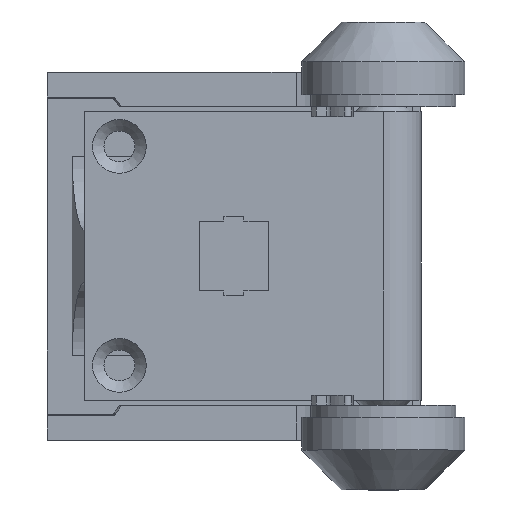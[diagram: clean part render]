
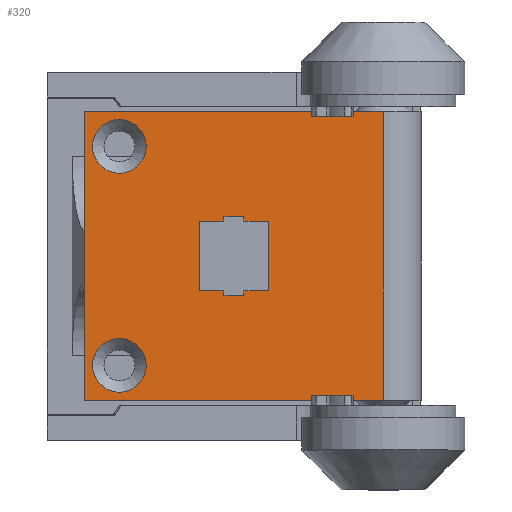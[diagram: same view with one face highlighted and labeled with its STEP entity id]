
A CAD part, top view. The second image highlights one B-rep face of the part: STEP entity #320.
In plain terms, the highlighted planar face has unit normal (0, 0, 1).
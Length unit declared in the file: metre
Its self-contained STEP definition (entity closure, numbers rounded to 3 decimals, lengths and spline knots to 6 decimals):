
#320 = ADVANCED_FACE( '', ( #858, #859, #860, #861 ), #862, .T. );
#858 = FACE_BOUND( '', #1693, .T. );
#859 = FACE_BOUND( '', #1694, .T. );
#860 = FACE_OUTER_BOUND( '', #1695, .T. );
#861 = FACE_BOUND( '', #1696, .T. );
#862 = PLANE( '', #1697 );
#1693 = EDGE_LOOP( '', ( #2690 ) );
#1694 = EDGE_LOOP( '', ( #2691 ) );
#1695 = EDGE_LOOP( '', ( #2692, #2693, #2694, #2695 ) );
#1696 = EDGE_LOOP( '', ( #2696, #2697, #2698, #2699, #2700, #2701, #2702, #2703, #2704, #2705, #2706, #2707 ) );
#1697 = AXIS2_PLACEMENT_3D( '', #2708, #2709, #2710 );
#2690 = ORIENTED_EDGE( '', *, *, #4780, .T. );
#2691 = ORIENTED_EDGE( '', *, *, #4781, .T. );
#2692 = ORIENTED_EDGE( '', *, *, #4782, .F. );
#2693 = ORIENTED_EDGE( '', *, *, #4783, .F. );
#2694 = ORIENTED_EDGE( '', *, *, #4784, .T. );
#2695 = ORIENTED_EDGE( '', *, *, #4785, .T. );
#2696 = ORIENTED_EDGE( '', *, *, #4786, .F. );
#2697 = ORIENTED_EDGE( '', *, *, #4787, .T. );
#2698 = ORIENTED_EDGE( '', *, *, #4788, .T. );
#2699 = ORIENTED_EDGE( '', *, *, #4789, .T. );
#2700 = ORIENTED_EDGE( '', *, *, #4790, .F. );
#2701 = ORIENTED_EDGE( '', *, *, #4791, .T. );
#2702 = ORIENTED_EDGE( '', *, *, #4792, .T. );
#2703 = ORIENTED_EDGE( '', *, *, #4793, .F. );
#2704 = ORIENTED_EDGE( '', *, *, #4794, .T. );
#2705 = ORIENTED_EDGE( '', *, *, #4795, .F. );
#2706 = ORIENTED_EDGE( '', *, *, #4796, .F. );
#2707 = ORIENTED_EDGE( '', *, *, #4797, .F. );
#2708 = CARTESIAN_POINT( '', ( -0.03, 0.059, 0.0076 ) );
#2709 = DIRECTION( '', ( 0., 0., 1. ) );
#2710 = DIRECTION( '', ( 1., 0., 0. ) );
#4780 = EDGE_CURVE( '', #5626, #5626, #5627, .F. );
#4781 = EDGE_CURVE( '', #5628, #5628, #5629, .F. );
#4782 = EDGE_CURVE( '', #5630, #5631, #5632, .T. );
#4783 = EDGE_CURVE( '', #5633, #5630, #5634, .T. );
#4784 = EDGE_CURVE( '', #5633, #5635, #5636, .T. );
#4785 = EDGE_CURVE( '', #5635, #5631, #5637, .T. );
#4786 = EDGE_CURVE( '', #5638, #5639, #5640, .T. );
#4787 = EDGE_CURVE( '', #5638, #5641, #5642, .T. );
#4788 = EDGE_CURVE( '', #5641, #5643, #5644, .T. );
#4789 = EDGE_CURVE( '', #5643, #5645, #5646, .T. );
#4790 = EDGE_CURVE( '', #5647, #5645, #5648, .T. );
#4791 = EDGE_CURVE( '', #5647, #5649, #5650, .T. );
#4792 = EDGE_CURVE( '', #5649, #5651, #5652, .T. );
#4793 = EDGE_CURVE( '', #5653, #5651, #5654, .T. );
#4794 = EDGE_CURVE( '', #5653, #5655, #5656, .T. );
#4795 = EDGE_CURVE( '', #5657, #5655, #5658, .T. );
#4796 = EDGE_CURVE( '', #5659, #5657, #5660, .T. );
#4797 = EDGE_CURVE( '', #5639, #5659, #5661, .T. );
#5626 = VERTEX_POINT( '', #6866 );
#5627 = CIRCLE( '', #6867, 0.0054 );
#5628 = VERTEX_POINT( '', #6868 );
#5629 = CIRCLE( '', #6869, 0.0054 );
#5630 = VERTEX_POINT( '', #6870 );
#5631 = VERTEX_POINT( '', #6871 );
#5632 = LINE( '', #6872, #6873 );
#5633 = VERTEX_POINT( '', #6874 );
#5634 = LINE( '', #6875, #6876 );
#5635 = VERTEX_POINT( '', #6877 );
#5636 = LINE( '', #6878, #6879 );
#5637 = LINE( '', #6880, #6881 );
#5638 = VERTEX_POINT( '', #6882 );
#5639 = VERTEX_POINT( '', #6883 );
#5640 = LINE( '', #6884, #6885 );
#5641 = VERTEX_POINT( '', #6886 );
#5642 = LINE( '', #6887, #6888 );
#5643 = VERTEX_POINT( '', #6889 );
#5644 = LINE( '', #6890, #6891 );
#5645 = VERTEX_POINT( '', #6892 );
#5646 = LINE( '', #6893, #6894 );
#5647 = VERTEX_POINT( '', #6895 );
#5648 = LINE( '', #6896, #6897 );
#5649 = VERTEX_POINT( '', #6898 );
#5650 = LINE( '', #6899, #6900 );
#5651 = VERTEX_POINT( '', #6901 );
#5652 = LINE( '', #6902, #6903 );
#5653 = VERTEX_POINT( '', #6904 );
#5654 = LINE( '', #6905, #6906 );
#5655 = VERTEX_POINT( '', #6907 );
#5656 = LINE( '', #6908, #6909 );
#5657 = VERTEX_POINT( '', #6910 );
#5658 = LINE( '', #6911, #6912 );
#5659 = VERTEX_POINT( '', #6913 );
#5660 = LINE( '', #6914, #6915 );
#5661 = LINE( '', #6916, #6917 );
#6866 = CARTESIAN_POINT( '', ( -0.0476, 0.008, 0.0076 ) );
#6867 = AXIS2_PLACEMENT_3D( '', #8582, #8583, #8584 );
#6868 = CARTESIAN_POINT( '', ( -0.0476, 0.052, 0.0076 ) );
#6869 = AXIS2_PLACEMENT_3D( '', #8585, #8586, #8587 );
#6870 = CARTESIAN_POINT( '', ( 0., 0.001, 0.0076 ) );
#6871 = CARTESIAN_POINT( '', ( -0.06, 0.001, 0.0076 ) );
#6872 = CARTESIAN_POINT( '', ( -0.03, 0.001, 0.0076 ) );
#6873 = VECTOR( '', #8588, 1. );
#6874 = CARTESIAN_POINT( '', ( 0., 0.059, 0.0076 ) );
#6875 = CARTESIAN_POINT( '', ( 0., 0.059, 0.0076 ) );
#6876 = VECTOR( '', #8589, 1. );
#6877 = CARTESIAN_POINT( '', ( -0.06, 0.059, 0.0076 ) );
#6878 = CARTESIAN_POINT( '', ( -0.03, 0.059, 0.0076 ) );
#6879 = VECTOR( '', #8590, 1. );
#6880 = CARTESIAN_POINT( '', ( -0.06, 0.059, 0.0076 ) );
#6881 = VECTOR( '', #8591, 1. );
#6882 = CARTESIAN_POINT( '', ( -0.023, 0.023, 0.0076 ) );
#6883 = CARTESIAN_POINT( '', ( -0.023, 0.037, 0.0076 ) );
#6884 = CARTESIAN_POINT( '', ( -0.023, 0.03, 0.0076 ) );
#6885 = VECTOR( '', #8592, 1. );
#6886 = CARTESIAN_POINT( '', ( -0.028, 0.023, 0.0076 ) );
#6887 = CARTESIAN_POINT( '', ( -0.0255, 0.023, 0.0076 ) );
#6888 = VECTOR( '', #8593, 1. );
#6889 = CARTESIAN_POINT( '', ( -0.028, 0.022, 0.0076 ) );
#6890 = CARTESIAN_POINT( '', ( -0.028, 0.0225, 0.0076 ) );
#6891 = VECTOR( '', #8594, 1. );
#6892 = CARTESIAN_POINT( '', ( -0.032, 0.022, 0.0076 ) );
#6893 = CARTESIAN_POINT( '', ( -0.03, 0.022, 0.0076 ) );
#6894 = VECTOR( '', #8595, 1. );
#6895 = CARTESIAN_POINT( '', ( -0.032, 0.023, 0.0076 ) );
#6896 = CARTESIAN_POINT( '', ( -0.032, 0.0225, 0.0076 ) );
#6897 = VECTOR( '', #8596, 1. );
#6898 = CARTESIAN_POINT( '', ( -0.037, 0.023, 0.0076 ) );
#6899 = CARTESIAN_POINT( '', ( -0.0345, 0.023, 0.0076 ) );
#6900 = VECTOR( '', #8597, 1. );
#6901 = CARTESIAN_POINT( '', ( -0.037, 0.037, 0.0076 ) );
#6902 = CARTESIAN_POINT( '', ( -0.037, 0.03, 0.0076 ) );
#6903 = VECTOR( '', #8598, 1. );
#6904 = CARTESIAN_POINT( '', ( -0.032, 0.037, 0.0076 ) );
#6905 = CARTESIAN_POINT( '', ( -0.0345, 0.037, 0.0076 ) );
#6906 = VECTOR( '', #8599, 1. );
#6907 = CARTESIAN_POINT( '', ( -0.032, 0.038, 0.0076 ) );
#6908 = CARTESIAN_POINT( '', ( -0.032, 0.0375, 0.0076 ) );
#6909 = VECTOR( '', #8600, 1. );
#6910 = CARTESIAN_POINT( '', ( -0.028, 0.038, 0.0076 ) );
#6911 = CARTESIAN_POINT( '', ( -0.03, 0.038, 0.0076 ) );
#6912 = VECTOR( '', #8601, 1. );
#6913 = CARTESIAN_POINT( '', ( -0.028, 0.037, 0.0076 ) );
#6914 = CARTESIAN_POINT( '', ( -0.028, 0.0375, 0.0076 ) );
#6915 = VECTOR( '', #8602, 1. );
#6916 = CARTESIAN_POINT( '', ( -0.0255, 0.037, 0.0076 ) );
#6917 = VECTOR( '', #8603, 1. );
#8582 = CARTESIAN_POINT( '', ( -0.053, 0.008, 0.0076 ) );
#8583 = DIRECTION( '', ( 0., 0., 1. ) );
#8584 = DIRECTION( '', ( 1., 0., 0. ) );
#8585 = CARTESIAN_POINT( '', ( -0.053, 0.052, 0.0076 ) );
#8586 = DIRECTION( '', ( 0., 0., 1. ) );
#8587 = DIRECTION( '', ( 1., 0., 0. ) );
#8588 = DIRECTION( '', ( -1., 0., 0. ) );
#8589 = DIRECTION( '', ( 0., -1., 0. ) );
#8590 = DIRECTION( '', ( -1., 0., 0. ) );
#8591 = DIRECTION( '', ( 0., -1., 0. ) );
#8592 = DIRECTION( '', ( 0., 1., 0. ) );
#8593 = DIRECTION( '', ( -1., 0., 0. ) );
#8594 = DIRECTION( '', ( 0., -1., 0. ) );
#8595 = DIRECTION( '', ( -1., 0., 0. ) );
#8596 = DIRECTION( '', ( 0., -1., 0. ) );
#8597 = DIRECTION( '', ( -1., 0., 0. ) );
#8598 = DIRECTION( '', ( 0., 1., 0. ) );
#8599 = DIRECTION( '', ( -1., 0., 0. ) );
#8600 = DIRECTION( '', ( 0., 1., 0. ) );
#8601 = DIRECTION( '', ( -1., 0., 0. ) );
#8602 = DIRECTION( '', ( 0., 1., 0. ) );
#8603 = DIRECTION( '', ( -1., 0., 0. ) );
